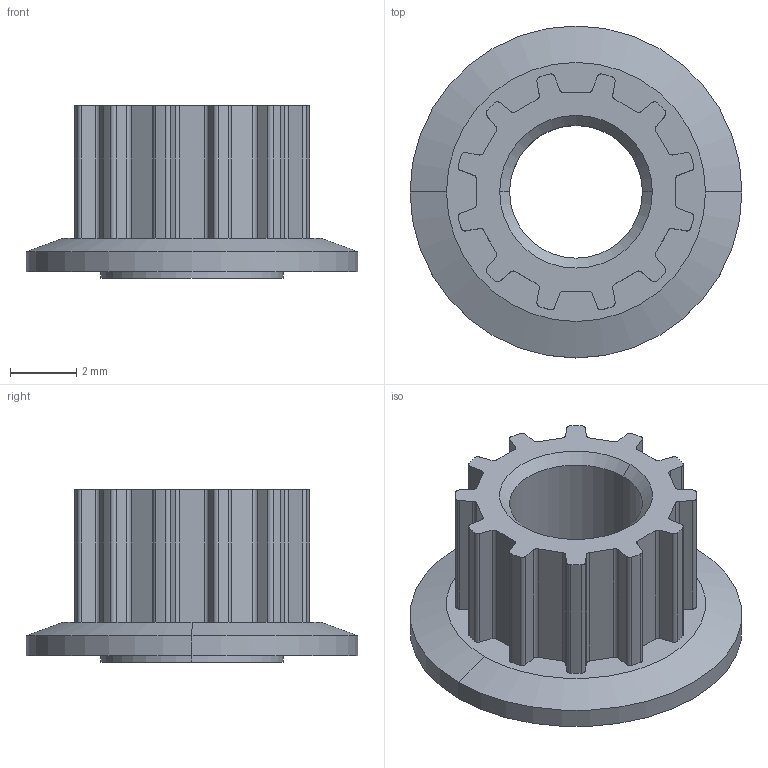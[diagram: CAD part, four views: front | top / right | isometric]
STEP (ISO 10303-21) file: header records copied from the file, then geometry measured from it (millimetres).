
FILE_DESCRIPTION (( 'STEP AP214' ), '1' );
FILE_NAME ('4333240000323.STEP', '2017-11-21T06:59:12', ( '13' ), ( '' ), 'SwSTEP 2.0', 'SolidWorks 2012', '' );
FILE_SCHEMA (( 'AUTOMOTIVE_DESIGN' ));
Length unit declared in the file: millimetre
Products named in the file (1): 4333240000323
Bounding box: 10 x 10 x 5.2 mm (x, y, z)
Volume: 141.8 mm3; surface area: 340.8 mm2
Topology: 1 solids, 1 shells, 112 faces, 318 edges, 210 vertices
Faces by surface type: cylinder 66, plane 40, cone 6
Entity records: 3730 total; most frequent: DIRECTION 682, CARTESIAN_POINT 641, ORIENTED_EDGE 636, EDGE_CURVE 318, AXIS2_PLACEMENT_3D 251, VERTEX_POINT 210, LINE 180, VECTOR 180
